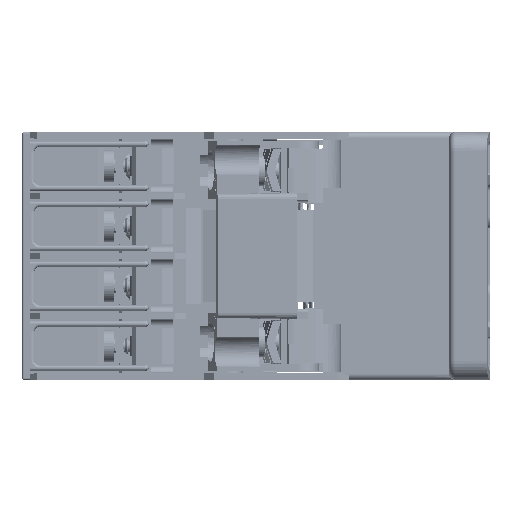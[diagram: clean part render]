
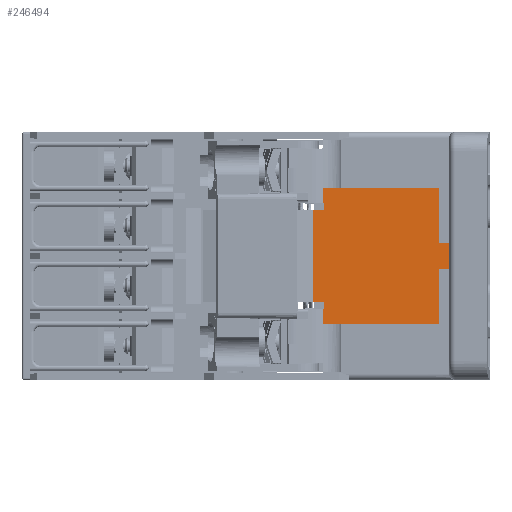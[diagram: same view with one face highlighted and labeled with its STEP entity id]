
A CAD part, left-side view. The second image highlights one B-rep face of the part: STEP entity #246494.
In plain terms, the highlighted planar face has unit normal (-1, 0, 0).
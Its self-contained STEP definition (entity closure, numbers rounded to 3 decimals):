
#236910=CARTESIAN_POINT('',(-32.4,3.17,9.65));
#236911=VERTEX_POINT('',#236910);
#236919=CARTESIAN_POINT('',(-32.4,3.17,12.4));
#236920=VERTEX_POINT('',#236919);
#236921=CARTESIAN_POINT('',(-32.4,3.17,9.65));
#236922=DIRECTION('',(0.0,0.0,1.0));
#236923=VECTOR('',#236922,2.75);
#236924=LINE('',#236921,#236923);
#236925=EDGE_CURVE('',#236911,#236920,#236924,.T.);
#237040=CARTESIAN_POINT('',(-32.4,3.1,9.65));
#237041=VERTEX_POINT('',#237040);
#237042=CARTESIAN_POINT('',(-32.4,3.17,9.65));
#237043=DIRECTION('',(0.0,-1.0,0.0));
#237044=VECTOR('',#237043,0.07);
#237045=LINE('',#237042,#237044);
#237046=EDGE_CURVE('',#236911,#237041,#237045,.T.);
#237198=CARTESIAN_POINT('',(-32.4,3.1,-9.65));
#237199=VERTEX_POINT('',#237198);
#237200=CARTESIAN_POINT('',(-32.4,3.17,-9.65));
#237201=VERTEX_POINT('',#237200);
#237202=CARTESIAN_POINT('',(-32.4,3.1,-9.65));
#237203=DIRECTION('',(0.0,1.0,0.0));
#237204=VECTOR('',#237203,0.07);
#237205=LINE('',#237202,#237204);
#237206=EDGE_CURVE('',#237199,#237201,#237205,.T.);
#237757=CARTESIAN_POINT('',(-32.4,3.1,-8.4));
#237758=VERTEX_POINT('',#237757);
#237767=CARTESIAN_POINT('',(-32.4,3.1,-8.4));
#237768=DIRECTION('',(0.0,0.0,-1.0));
#237769=VECTOR('',#237768,1.25);
#237770=LINE('',#237767,#237769);
#237771=EDGE_CURVE('',#237758,#237199,#237770,.T.);
#237781=CARTESIAN_POINT('',(-32.4,3.1,8.4));
#237782=VERTEX_POINT('',#237781);
#237789=CARTESIAN_POINT('',(-32.4,3.1,9.65));
#237790=DIRECTION('',(0.0,0.0,-1.0));
#237791=VECTOR('',#237790,1.25);
#237792=LINE('',#237789,#237791);
#237793=EDGE_CURVE('',#237041,#237782,#237792,.T.);
#237806=CARTESIAN_POINT('',(-32.4,5.1,-8.4));
#237807=VERTEX_POINT('',#237806);
#237808=CARTESIAN_POINT('',(-32.4,3.1,-8.4));
#237809=DIRECTION('',(0.0,1.0,0.0));
#237810=VECTOR('',#237809,2.0);
#237811=LINE('',#237808,#237810);
#237812=EDGE_CURVE('',#237758,#237807,#237811,.T.);
#237918=CARTESIAN_POINT('',(-32.4,5.1,8.4));
#237919=VERTEX_POINT('',#237918);
#237920=CARTESIAN_POINT('',(-32.4,5.1,8.4));
#237921=DIRECTION('',(0.0,0.0,-1.0));
#237922=VECTOR('',#237921,16.8);
#237923=LINE('',#237920,#237922);
#237924=EDGE_CURVE('',#237919,#237807,#237923,.T.);
#237953=CARTESIAN_POINT('',(-32.4,5.1,8.4));
#237954=DIRECTION('',(0.0,-1.0,0.0));
#237955=VECTOR('',#237954,2.0);
#237956=LINE('',#237953,#237955);
#237957=EDGE_CURVE('',#237919,#237782,#237956,.T.);
#237987=CARTESIAN_POINT('',(-32.4,3.17,-12.4));
#237988=VERTEX_POINT('',#237987);
#237996=CARTESIAN_POINT('',(-32.4,3.17,-12.4));
#237997=DIRECTION('',(0.0,0.0,1.0));
#237998=VECTOR('',#237997,2.75);
#237999=LINE('',#237996,#237998);
#238000=EDGE_CURVE('',#237988,#237201,#237999,.T.);
#246406=CARTESIAN_POINT('',(-32.4,-19.7,12.4));
#246407=DIRECTION('',(-1.0,0.0,0.0));
#246408=DIRECTION('',(0.0,0.0,1.0));
#246409=AXIS2_PLACEMENT_3D('',#246406,#246407,#246408);
#246410=PLANE('',#246409);
#246411=CARTESIAN_POINT('',(-32.4,-17.8,-12.3));
#246412=VERTEX_POINT('',#246411);
#246413=CARTESIAN_POINT('',(-32.4,-17.8,-2.3));
#246414=VERTEX_POINT('',#246413);
#246415=CARTESIAN_POINT('',(-32.4,-17.8,-12.3));
#246416=DIRECTION('',(0.0,0.0,1.0));
#246417=VECTOR('',#246416,10.);
#246418=LINE('',#246415,#246417);
#246419=EDGE_CURVE('',#246412,#246414,#246418,.T.);
#246420=ORIENTED_EDGE('',*,*,#246419,.T.);
#246421=CARTESIAN_POINT('',(-32.4,-19.7,-2.3));
#246422=VERTEX_POINT('',#246421);
#246423=CARTESIAN_POINT('',(-32.4,-17.8,-2.3));
#246424=DIRECTION('',(0.0,-1.0,0.0));
#246425=VECTOR('',#246424,1.9);
#246426=LINE('',#246423,#246425);
#246427=EDGE_CURVE('',#246414,#246422,#246426,.T.);
#246428=ORIENTED_EDGE('',*,*,#246427,.T.);
#246429=CARTESIAN_POINT('',(-32.4,-19.7,2.3));
#246430=VERTEX_POINT('',#246429);
#246431=CARTESIAN_POINT('',(-32.4,-19.7,2.3));
#246432=DIRECTION('',(0.0,0.0,-1.0));
#246433=VECTOR('',#246432,4.6);
#246434=LINE('',#246431,#246433);
#246435=EDGE_CURVE('',#246430,#246422,#246434,.T.);
#246436=ORIENTED_EDGE('',*,*,#246435,.F.);
#246437=CARTESIAN_POINT('',(-32.4,-17.8,2.3));
#246438=VERTEX_POINT('',#246437);
#246439=CARTESIAN_POINT('',(-32.4,-17.8,2.3));
#246440=DIRECTION('',(0.0,-1.0,0.0));
#246441=VECTOR('',#246440,1.9);
#246442=LINE('',#246439,#246441);
#246443=EDGE_CURVE('',#246438,#246430,#246442,.T.);
#246444=ORIENTED_EDGE('',*,*,#246443,.F.);
#246445=CARTESIAN_POINT('',(-32.4,-17.8,12.3));
#246446=VERTEX_POINT('',#246445);
#246447=CARTESIAN_POINT('',(-32.4,-17.8,2.3));
#246448=DIRECTION('',(0.0,0.0,1.0));
#246449=VECTOR('',#246448,10.);
#246450=LINE('',#246447,#246449);
#246451=EDGE_CURVE('',#246438,#246446,#246450,.T.);
#246452=ORIENTED_EDGE('',*,*,#246451,.T.);
#246453=CARTESIAN_POINT('',(-32.4,-17.9,12.4));
#246454=VERTEX_POINT('',#246453);
#246455=CARTESIAN_POINT('',(-32.4,-17.9,12.3));
#246456=DIRECTION('',(1.0,0.,0.));
#246457=DIRECTION('',(0.,0.707,0.707));
#246458=AXIS2_PLACEMENT_3D('',#246455,#246456,#246457);
#246459=CIRCLE('',#246458,0.1);
#246460=EDGE_CURVE('',#246454,#246446,#246459,.F.);
#246461=ORIENTED_EDGE('',*,*,#246460,.F.);
#246462=CARTESIAN_POINT('',(-32.4,-17.9,12.4));
#246463=DIRECTION('',(0.0,1.0,0.0));
#246464=VECTOR('',#246463,21.07);
#246465=LINE('',#246462,#246464);
#246466=EDGE_CURVE('',#246454,#236920,#246465,.T.);
#246467=ORIENTED_EDGE('',*,*,#246466,.T.);
#246468=ORIENTED_EDGE('',*,*,#236925,.F.);
#246469=ORIENTED_EDGE('',*,*,#237046,.T.);
#246470=ORIENTED_EDGE('',*,*,#237793,.T.);
#246471=ORIENTED_EDGE('',*,*,#237957,.F.);
#246472=ORIENTED_EDGE('',*,*,#237924,.T.);
#246473=ORIENTED_EDGE('',*,*,#237812,.F.);
#246474=ORIENTED_EDGE('',*,*,#237771,.T.);
#246475=ORIENTED_EDGE('',*,*,#237206,.T.);
#246476=ORIENTED_EDGE('',*,*,#238000,.F.);
#246477=CARTESIAN_POINT('',(-32.4,-17.9,-12.4));
#246478=VERTEX_POINT('',#246477);
#246479=CARTESIAN_POINT('',(-32.4,-17.9,-12.4));
#246480=DIRECTION('',(0.0,1.0,0.0));
#246481=VECTOR('',#246480,21.07);
#246482=LINE('',#246479,#246481);
#246483=EDGE_CURVE('',#246478,#237988,#246482,.T.);
#246484=ORIENTED_EDGE('',*,*,#246483,.F.);
#246485=CARTESIAN_POINT('',(-32.4,-17.9,-12.3));
#246486=DIRECTION('',(1.0,0.,0.));
#246487=DIRECTION('',(0.,0.707,-0.707));
#246488=AXIS2_PLACEMENT_3D('',#246485,#246486,#246487);
#246489=CIRCLE('',#246488,0.1);
#246490=EDGE_CURVE('',#246412,#246478,#246489,.F.);
#246491=ORIENTED_EDGE('',*,*,#246490,.F.);
#246492=EDGE_LOOP('',(#246420,#246428,#246436,#246444,#246452,#246461,#246467,#246468,#246469,#246470,#246471,#246472,#246473,#246474,#246475,#246476,#246484,#246491));
#246493=FACE_OUTER_BOUND('',#246492,.T.);
#246494=ADVANCED_FACE('',(#246493),#246410,.T.);
